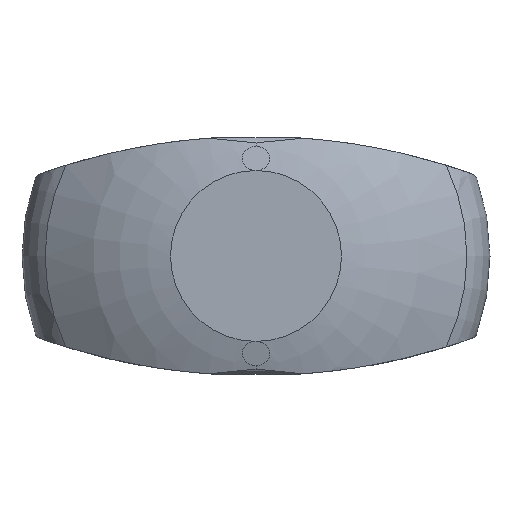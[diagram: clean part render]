
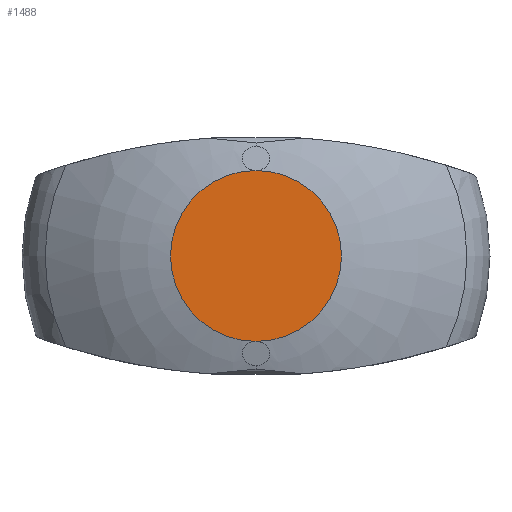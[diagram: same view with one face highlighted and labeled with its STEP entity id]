
A CAD part, top view. The second image highlights one B-rep face of the part: STEP entity #1488.
In plain terms, the highlighted planar face has unit normal (0, 0, 1).
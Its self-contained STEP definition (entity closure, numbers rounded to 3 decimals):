
#950=VERTEX_POINT('',#2074);
#1090=VERTEX_POINT('',#2232);
#1104=EDGE_CURVE('',#1090,#950,#2246,.T.);
#1488=ADVANCED_FACE('',(#2669),#2670,.T.);
#1628=EDGE_CURVE('',#950,#1090,#2821,.T.);
#2074=CARTESIAN_POINT('',(0.0,8.95,40.5));
#2232=CARTESIAN_POINT('',(0.0,-8.95,40.5));
#2246=CIRCLE('',#4905,8.95);
#2669=FACE_OUTER_BOUND('',#6295,.T.);
#2670=PLANE('',#6296);
#2821=CIRCLE('',#6735,8.95);
#4905=AXIS2_PLACEMENT_3D('',#7321,#7322,#7323);
#6295=EDGE_LOOP('',(#7795,#7796));
#6296=AXIS2_PLACEMENT_3D('',#7797,#7798,#7799);
#6735=AXIS2_PLACEMENT_3D('',#7959,#7960,#7961);
#7321=CARTESIAN_POINT('',(0.0,0.,40.5));
#7322=DIRECTION('',(-0.0,0.,-1.0));
#7323=DIRECTION('',(-1.0,0.0,0.0));
#7795=ORIENTED_EDGE('',*,*,#1104,.F.);
#7796=ORIENTED_EDGE('',*,*,#1628,.F.);
#7797=CARTESIAN_POINT('',(-4.475,0.,40.5));
#7798=DIRECTION('',(0.,0.,1.0));
#7799=DIRECTION('',(1.0,0.,0.));
#7959=CARTESIAN_POINT('',(0.0,0.,40.5));
#7960=DIRECTION('',(-0.0,0.,-1.0));
#7961=DIRECTION('',(-1.0,0.0,0.0));
